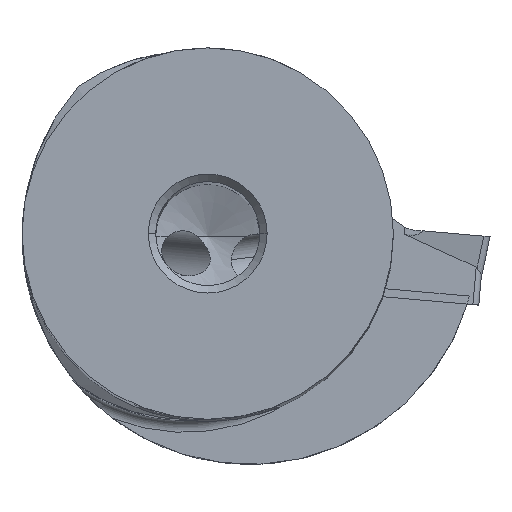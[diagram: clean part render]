
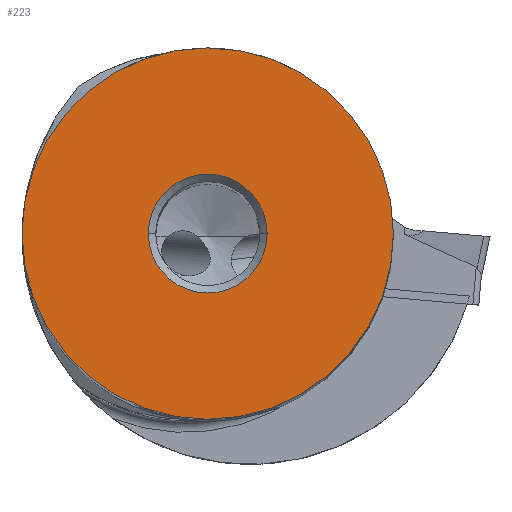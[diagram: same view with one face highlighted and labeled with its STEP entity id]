
A CAD part, top view. The second image highlights one B-rep face of the part: STEP entity #223.
In plain terms, the highlighted planar face has unit normal (0, 0, 1).
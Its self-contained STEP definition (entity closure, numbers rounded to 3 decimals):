
#54=FACE_BOUND('',#516,.T.);
#55=FACE_BOUND('',#517,.T.);
#223=ADVANCED_FACE('',(#54,#55),#312,.F.);
#312=PLANE('',#2866);
#516=EDGE_LOOP('',(#1006,#1007));
#517=EDGE_LOOP('',(#1008,#1009));
#1006=ORIENTED_EDGE('',*,*,#1844,.T.);
#1007=ORIENTED_EDGE('',*,*,#1838,.T.);
#1008=ORIENTED_EDGE('',*,*,#1845,.T.);
#1009=ORIENTED_EDGE('',*,*,#1846,.T.);
#1509=VERTEX_POINT('',#5022);
#1510=VERTEX_POINT('',#5024);
#1516=VERTEX_POINT('',#5039);
#1517=VERTEX_POINT('',#5040);
#1838=EDGE_CURVE('',#1509,#1510,#2199,.T.);
#1844=EDGE_CURVE('',#1510,#1509,#2200,.T.);
#1845=EDGE_CURVE('',#1516,#1517,#2201,.T.);
#1846=EDGE_CURVE('',#1517,#1516,#2202,.T.);
#2199=CIRCLE('',#2858,12.5);
#2200=CIRCLE('',#2863,12.5);
#2201=CIRCLE('',#2864,4.);
#2202=CIRCLE('',#2865,4.);
#2858=AXIS2_PLACEMENT_3D('',#5025,#3337,#3338);
#2863=AXIS2_PLACEMENT_3D('',#5037,#3349,#3350);
#2864=AXIS2_PLACEMENT_3D('',#5038,#3351,#3352);
#2865=AXIS2_PLACEMENT_3D('',#5041,#3353,#3354);
#2866=AXIS2_PLACEMENT_3D('',#5042,#3355,#3356);
#3337=DIRECTION('',(0.,0.,1.));
#3338=DIRECTION('',(-1.,0.,0.));
#3349=DIRECTION('',(0.,0.,1.));
#3350=DIRECTION('',(1.,0.,0.));
#3351=DIRECTION('',(0.,0.,-1.));
#3352=DIRECTION('',(1.,0.,0.));
#3353=DIRECTION('',(0.,0.,-1.));
#3354=DIRECTION('',(-1.,0.,0.));
#3355=DIRECTION('',(0.,0.,-1.));
#3356=DIRECTION('',(1.,0.,0.));
#5022=CARTESIAN_POINT('',(-12.5,0.,0.));
#5024=CARTESIAN_POINT('',(12.5,0.,0.));
#5025=CARTESIAN_POINT('',(0.,0.,0.));
#5037=CARTESIAN_POINT('',(0.,0.,0.));
#5038=CARTESIAN_POINT('',(0.,0.,0.));
#5039=CARTESIAN_POINT('',(4.,0.,0.));
#5040=CARTESIAN_POINT('',(-4.,0.,0.));
#5041=CARTESIAN_POINT('',(0.,0.,0.));
#5042=CARTESIAN_POINT('',(0.,0.,0.));
